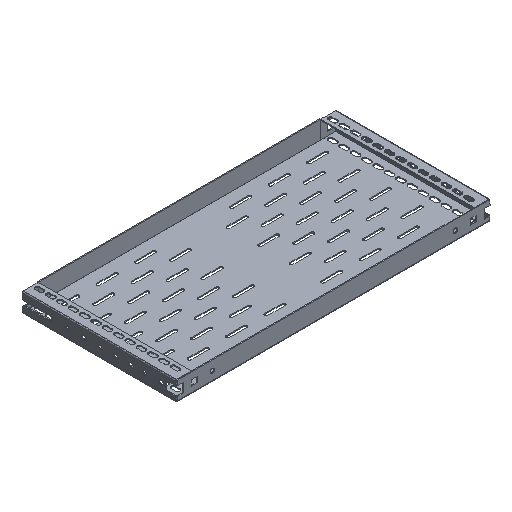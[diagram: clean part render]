
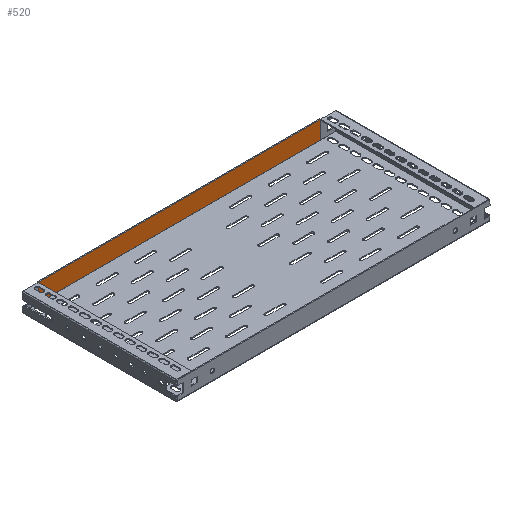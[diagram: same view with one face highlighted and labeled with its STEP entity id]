
A CAD part, isometric view. The second image highlights one B-rep face of the part: STEP entity #520.
In plain terms, the highlighted planar face has unit normal (0, -1, 0).
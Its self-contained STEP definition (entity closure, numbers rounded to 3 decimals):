
#388 = VERTEX_POINT ( 'NONE', #10106 ) ;
#397 = VERTEX_POINT ( 'NONE', #10115 ) ;
#406 = VERTEX_POINT ( 'NONE', #8779 ) ;
#409 = VERTEX_POINT ( 'NONE', #8782 ) ;
#520 = ADVANCED_FACE ( 'NONE', ( #8335 ), #8340, .T. ) ;
#573 = EDGE_CURVE ( 'NONE', #397, #388, #8177, .T. ) ;
#579 = EDGE_CURVE ( 'NONE', #409, #397, #7948, .T. ) ;
#581 = EDGE_CURVE ( 'NONE', #388, #406, #7964, .T. ) ;
#739 = EDGE_CURVE ( 'NONE', #406, #409, #4834, .T. ) ;
#1029 = VECTOR ( 'NONE', #8179, 1000. ) ;
#1177 = VECTOR ( 'NONE', #7967, 1000. ) ;
#1313 = VECTOR ( 'NONE', #4836, 1000. ) ;
#1625 = AXIS2_PLACEMENT_3D ( 'NONE', #8341, #8342, #8343 ) ;
#1904 = VECTOR ( 'NONE', #7952, 1000. ) ;
#4834 = LINE ( 'NONE', #4835, #1313 ) ;
#4835 = CARTESIAN_POINT ( 'NONE',  ( 224., 121.75, 28.5 ) ) ;
#4836 = DIRECTION ( 'NONE',  ( 1., 0., 0. ) ) ;
#7948 = LINE ( 'NONE', #7950, #1904 ) ;
#7950 = CARTESIAN_POINT ( 'NONE',  ( 224., 121.75, 28.5 ) ) ;
#7952 = DIRECTION ( 'NONE',  ( 0., 0., -1. ) ) ;
#7964 = LINE ( 'NONE', #7965, #1177 ) ;
#7965 = CARTESIAN_POINT ( 'NONE',  ( -224., 121.75, 28.5 ) ) ;
#7967 = DIRECTION ( 'NONE',  ( 0., 0., 1. ) ) ;
#8177 = LINE ( 'NONE', #8178, #1029 ) ;
#8178 = CARTESIAN_POINT ( 'NONE',  ( 224., 121.75, 0.1 ) ) ;
#8179 = DIRECTION ( 'NONE',  ( -1., 0., 0. ) ) ;
#8335 = FACE_OUTER_BOUND ( 'NONE', #16674, .T. ) ;
#8340 = PLANE ( 'NONE',  #1625 ) ;
#8341 = CARTESIAN_POINT ( 'NONE',  ( -224., 121.75, 28.5 ) ) ;
#8342 = DIRECTION ( 'NONE',  ( 0., -1., 0. ) ) ;
#8343 = DIRECTION ( 'NONE',  ( 0., 0., -1. ) ) ;
#8779 = CARTESIAN_POINT ( 'NONE',  ( -224., 121.75, 28.5 ) ) ;
#8782 = CARTESIAN_POINT ( 'NONE',  ( 224., 121.75, 28.5 ) ) ;
#10106 = CARTESIAN_POINT ( 'NONE',  ( -224., 121.75, 0.1 ) ) ;
#10115 = CARTESIAN_POINT ( 'NONE',  ( 224., 121.75, 0.1 ) ) ;
#16674 = EDGE_LOOP ( 'NONE', ( #20830, #20831, #20832, #20833 ) ) ;
#20830 = ORIENTED_EDGE ( 'NONE', *, *, #573, .F. ) ;
#20831 = ORIENTED_EDGE ( 'NONE', *, *, #579, .F. ) ;
#20832 = ORIENTED_EDGE ( 'NONE', *, *, #739, .F. ) ;
#20833 = ORIENTED_EDGE ( 'NONE', *, *, #581, .F. ) ;
